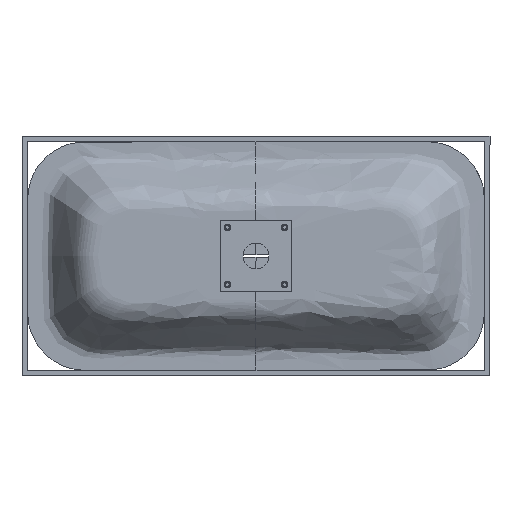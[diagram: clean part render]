
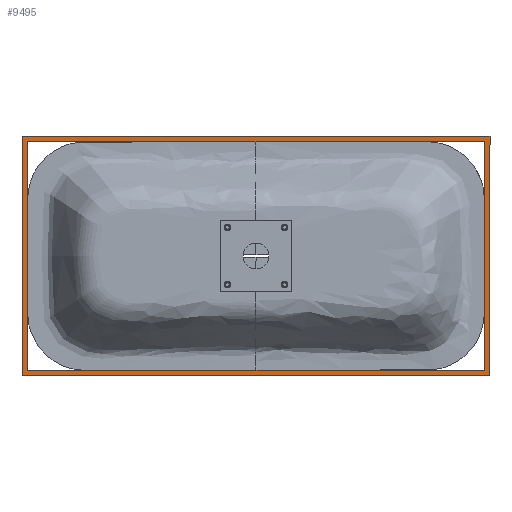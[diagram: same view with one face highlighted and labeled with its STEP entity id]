
A CAD part, front view. The second image highlights one B-rep face of the part: STEP entity #9495.
In plain terms, the highlighted planar face has unit normal (0, -1, 0).
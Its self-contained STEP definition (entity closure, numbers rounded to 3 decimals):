
#85 = CARTESIAN_POINT ( 'NONE',  ( 410., 110., 210. ) ) ;
#110 = ORIENTED_EDGE ( 'NONE', *, *, #7799, .T. ) ;
#324 = EDGE_LOOP ( 'NONE', ( #807, #110, #2900, #1736 ) ) ;
#340 = DIRECTION ( 'NONE',  ( 1., 0., 0. ) ) ;
#627 = DIRECTION ( 'NONE',  ( 0., 0., -1. ) ) ;
#807 = ORIENTED_EDGE ( 'NONE', *, *, #7762, .T. ) ;
#940 = ORIENTED_EDGE ( 'NONE', *, *, #2451, .F. ) ;
#980 = CARTESIAN_POINT ( 'NONE',  ( 400., 110., 200. ) ) ;
#1019 = VERTEX_POINT ( 'NONE', #7747 ) ;
#1518 = CARTESIAN_POINT ( 'NONE',  ( 410., 110., -210. ) ) ;
#1578 = EDGE_CURVE ( 'NONE', #3832, #9494, #8458, .T. ) ;
#1610 = LINE ( 'NONE', #3806, #2924 ) ;
#1626 = LINE ( 'NONE', #7465, #4872 ) ;
#1736 = ORIENTED_EDGE ( 'NONE', *, *, #8836, .T. ) ;
#2075 = VECTOR ( 'NONE', #7312, 1000. ) ;
#2196 = VERTEX_POINT ( 'NONE', #5873 ) ;
#2270 = VECTOR ( 'NONE', #8420, 1000. ) ;
#2409 = ORIENTED_EDGE ( 'NONE', *, *, #2845, .F. ) ;
#2451 = EDGE_CURVE ( 'NONE', #9929, #1019, #7670, .T. ) ;
#2845 = EDGE_CURVE ( 'NONE', #2196, #9929, #1610, .T. ) ;
#2900 = ORIENTED_EDGE ( 'NONE', *, *, #1578, .T. ) ;
#2924 = VECTOR ( 'NONE', #5936, 1000. ) ;
#3478 = EDGE_CURVE ( 'NONE', #1019, #5514, #6790, .T. ) ;
#3806 = CARTESIAN_POINT ( 'NONE',  ( 410., 110., -210. ) ) ;
#3832 = VERTEX_POINT ( 'NONE', #4075 ) ;
#4075 = CARTESIAN_POINT ( 'NONE',  ( -400., 110., 200. ) ) ;
#4079 = FACE_OUTER_BOUND ( 'NONE', #10045, .T. ) ;
#4098 = DIRECTION ( 'NONE',  ( 1., 0., 0. ) ) ;
#4154 = FACE_BOUND ( 'NONE', #324, .T. ) ;
#4271 = CARTESIAN_POINT ( 'NONE',  ( 400., 110., -200. ) ) ;
#4872 = VECTOR ( 'NONE', #9941, 1000. ) ;
#4987 = AXIS2_PLACEMENT_3D ( 'NONE', #8653, #8643, #8632 ) ;
#5211 = VECTOR ( 'NONE', #627, 1000. ) ;
#5366 = VECTOR ( 'NONE', #8213, 1000. ) ;
#5377 = LINE ( 'NONE', #8391, #5366 ) ;
#5382 = LINE ( 'NONE', #8617, #2270 ) ;
#5514 = VERTEX_POINT ( 'NONE', #85 ) ;
#5873 = CARTESIAN_POINT ( 'NONE',  ( 410., 110., -210. ) ) ;
#5936 = DIRECTION ( 'NONE',  ( -1., 0., 0. ) ) ;
#6362 = LINE ( 'NONE', #1518, #5211 ) ;
#6728 = VECTOR ( 'NONE', #4098, 1000. ) ;
#6790 = LINE ( 'NONE', #8417, #6728 ) ;
#7312 = DIRECTION ( 'NONE',  ( 0., 0., 1. ) ) ;
#7465 = CARTESIAN_POINT ( 'NONE',  ( 400., 110., -200. ) ) ;
#7640 = CARTESIAN_POINT ( 'NONE',  ( -410., 110., -210. ) ) ;
#7670 = LINE ( 'NONE', #7640, #2075 ) ;
#7747 = CARTESIAN_POINT ( 'NONE',  ( -410., 110., 210. ) ) ;
#7762 = EDGE_CURVE ( 'NONE', #8487, #9631, #5382, .T. ) ;
#7799 = EDGE_CURVE ( 'NONE', #9631, #3832, #5377, .T. ) ;
#7978 = CARTESIAN_POINT ( 'NONE',  ( -410., 110., -210. ) ) ;
#8080 = VECTOR ( 'NONE', #340, 1000. ) ;
#8213 = DIRECTION ( 'NONE',  ( 0., 0., 1. ) ) ;
#8348 = EDGE_CURVE ( 'NONE', #5514, #2196, #6362, .T. ) ;
#8391 = CARTESIAN_POINT ( 'NONE',  ( -400., 110., -200. ) ) ;
#8417 = CARTESIAN_POINT ( 'NONE',  ( 410., 110., 210. ) ) ;
#8420 = DIRECTION ( 'NONE',  ( -1., 0., 0. ) ) ;
#8458 = LINE ( 'NONE', #980, #8080 ) ;
#8487 = VERTEX_POINT ( 'NONE', #4271 ) ;
#8607 = CARTESIAN_POINT ( 'NONE',  ( -400., 110., -200. ) ) ;
#8617 = CARTESIAN_POINT ( 'NONE',  ( 400., 110., -200. ) ) ;
#8632 = DIRECTION ( 'NONE',  ( -1., 0., 0. ) ) ;
#8643 = DIRECTION ( 'NONE',  ( 0., -1., 0. ) ) ;
#8653 = CARTESIAN_POINT ( 'NONE',  ( 410., 110., 210. ) ) ;
#8764 = PLANE ( 'NONE',  #4987 ) ;
#8794 = CARTESIAN_POINT ( 'NONE',  ( 400., 110., 200. ) ) ;
#8836 = EDGE_CURVE ( 'NONE', #9494, #8487, #1626, .T. ) ;
#8958 = ORIENTED_EDGE ( 'NONE', *, *, #8348, .F. ) ;
#9246 = ORIENTED_EDGE ( 'NONE', *, *, #3478, .F. ) ;
#9494 = VERTEX_POINT ( 'NONE', #8794 ) ;
#9495 = ADVANCED_FACE ( 'NONE', ( #4154, #4079 ), #8764, .T. ) ;
#9631 = VERTEX_POINT ( 'NONE', #8607 ) ;
#9929 = VERTEX_POINT ( 'NONE', #7978 ) ;
#9941 = DIRECTION ( 'NONE',  ( 0., 0., -1. ) ) ;
#10045 = EDGE_LOOP ( 'NONE', ( #8958, #9246, #940, #2409 ) ) ;
